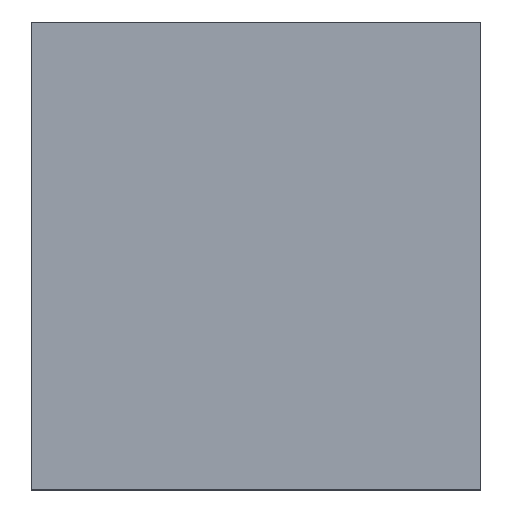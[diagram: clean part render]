
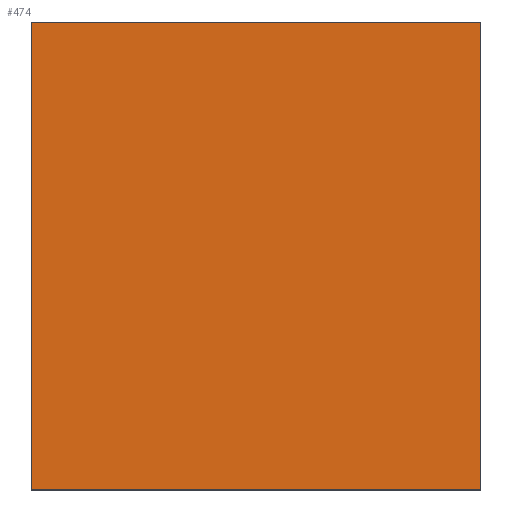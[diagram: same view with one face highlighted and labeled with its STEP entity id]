
A CAD part, top view. The second image highlights one B-rep face of the part: STEP entity #474.
In plain terms, the highlighted planar face has unit normal (0, 0, 1).
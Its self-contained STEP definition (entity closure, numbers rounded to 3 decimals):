
#44=FACE_OUTER_BOUND('',#74,.T.);
#74=EDGE_LOOP('',(#375,#376,#377,#378));
#116=LINE('',#711,#176);
#118=LINE('',#715,#178);
#120=LINE('',#719,#180);
#122=LINE('',#722,#182);
#176=VECTOR('',#582,5.2);
#178=VECTOR('',#586,5.);
#180=VECTOR('',#590,5.2);
#182=VECTOR('',#594,5.);
#227=VERTEX_POINT('',#708);
#228=VERTEX_POINT('',#710);
#229=VERTEX_POINT('',#714);
#230=VERTEX_POINT('',#718);
#276=EDGE_CURVE('',#228,#227,#116,.T.);
#278=EDGE_CURVE('',#229,#228,#118,.T.);
#280=EDGE_CURVE('',#230,#229,#120,.T.);
#282=EDGE_CURVE('',#227,#230,#122,.T.);
#375=ORIENTED_EDGE('',*,*,#276,.T.);
#376=ORIENTED_EDGE('',*,*,#282,.T.);
#377=ORIENTED_EDGE('',*,*,#280,.T.);
#378=ORIENTED_EDGE('',*,*,#278,.T.);
#444=PLANE('',#510);
#474=ADVANCED_FACE('',(#44),#444,.T.);
#510=AXIS2_PLACEMENT_3D('',#723,#595,#596);
#582=DIRECTION('',(0.,-1.,0.));
#586=DIRECTION('',(-1.,0.,0.));
#590=DIRECTION('',(0.,1.,0.));
#594=DIRECTION('',(1.,0.,0.));
#595=DIRECTION('center_axis',(0.,0.,1.));
#596=DIRECTION('ref_axis',(1.,0.,0.));
#708=CARTESIAN_POINT('',(-2.5,-2.6,4.8));
#710=CARTESIAN_POINT('',(-2.5,2.6,4.8));
#711=CARTESIAN_POINT('',(-2.5,2.6,4.8));
#714=CARTESIAN_POINT('',(2.5,2.6,4.8));
#715=CARTESIAN_POINT('',(2.5,2.6,4.8));
#718=CARTESIAN_POINT('',(2.5,-2.6,4.8));
#719=CARTESIAN_POINT('',(2.5,-2.6,4.8));
#722=CARTESIAN_POINT('',(-2.5,-2.6,4.8));
#723=CARTESIAN_POINT('Origin',(0.,0.,4.8));
